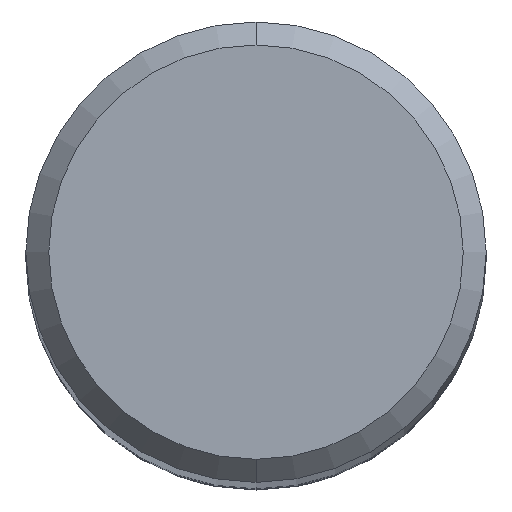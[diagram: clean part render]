
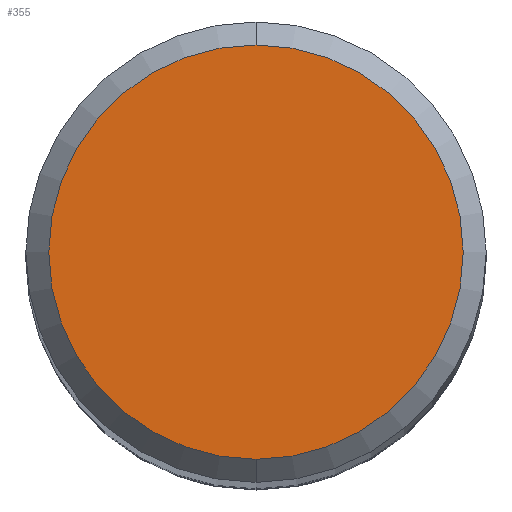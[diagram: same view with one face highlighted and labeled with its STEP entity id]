
A CAD part, top view. The second image highlights one B-rep face of the part: STEP entity #355.
In plain terms, the highlighted planar face has unit normal (0, 0, 1).
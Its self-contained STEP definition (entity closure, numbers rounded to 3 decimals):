
#199=VERTEX_POINT('',#502);
#273=EDGE_CURVE('',#199,#381,#583,.T.);
#355=ADVANCED_FACE('',(#675),#676,.T.);
#381=VERTEX_POINT('',#710);
#389=EDGE_CURVE('',#381,#199,#718,.T.);
#502=CARTESIAN_POINT('',(0.,-9.0,0.0));
#583=CIRCLE('',#1114,9.0);
#675=FACE_OUTER_BOUND('',#1371,.T.);
#676=PLANE('',#1372);
#710=CARTESIAN_POINT('',(0.0,9.0,0.0));
#718=CIRCLE('',#1463,9.0);
#1114=AXIS2_PLACEMENT_3D('',#1691,#1692,#1693);
#1371=EDGE_LOOP('',(#1811,#1812));
#1372=AXIS2_PLACEMENT_3D('',#1813,#1814,#1815);
#1463=AXIS2_PLACEMENT_3D('',#1872,#1873,#1874);
#1691=CARTESIAN_POINT('',(0.0,0.0,0.0));
#1692=DIRECTION('',(0.0,0.0,-1.0));
#1693=DIRECTION('',(0.0,1.0,0.0));
#1811=ORIENTED_EDGE('',*,*,#389,.F.);
#1812=ORIENTED_EDGE('',*,*,#273,.F.);
#1813=CARTESIAN_POINT('',(0.0,4.5,0.0));
#1814=DIRECTION('',(-0.0,0.0,1.0));
#1815=DIRECTION('',(0.0,-1.0,0.0));
#1872=CARTESIAN_POINT('',(0.0,0.0,0.0));
#1873=DIRECTION('',(0.0,0.0,-1.0));
#1874=DIRECTION('',(0.0,1.0,0.0));
